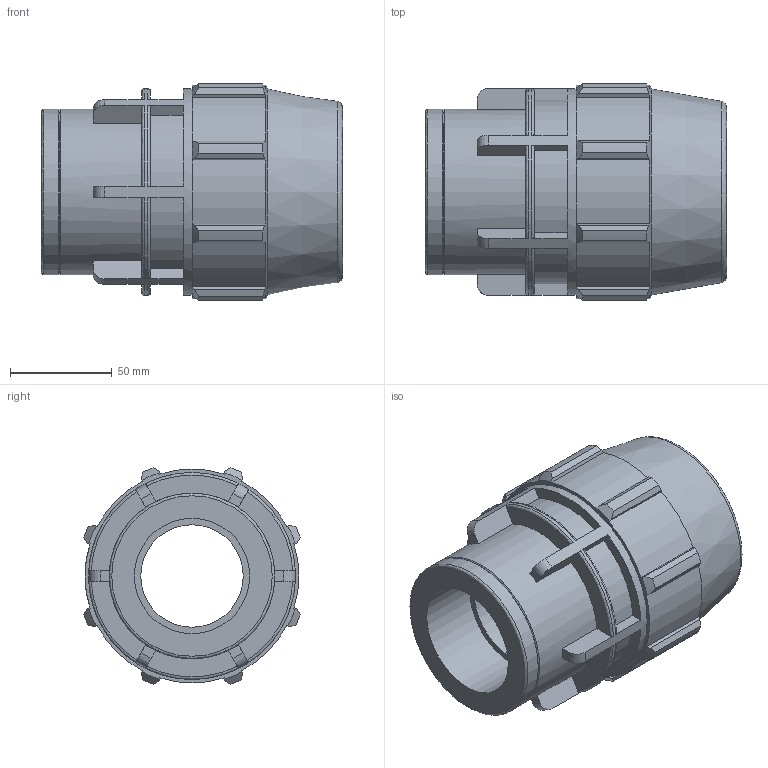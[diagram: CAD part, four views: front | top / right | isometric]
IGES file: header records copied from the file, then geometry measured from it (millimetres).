
Global section: file name: 070300063020_180300063020_0703060630200A.ipt; native system: Autodesk Inventor 2015; preprocessor: unknown; author: KIM; date: 20170606.110442; units: millimetre
Bounding box: 148 x 106.32 x 106.32 mm (x, y, z)
Volume: 587473.6 mm3; surface area: 92048.9 mm2
Topology: 1 solids, 1 shells, 148 faces, 413 edges, 277 vertices
Faces by surface type: plane 86, revolution 25, cylinder 25, cone 12
Full cylindrical faces by diameter (mm): 81.36 x2, 101.7 x1
